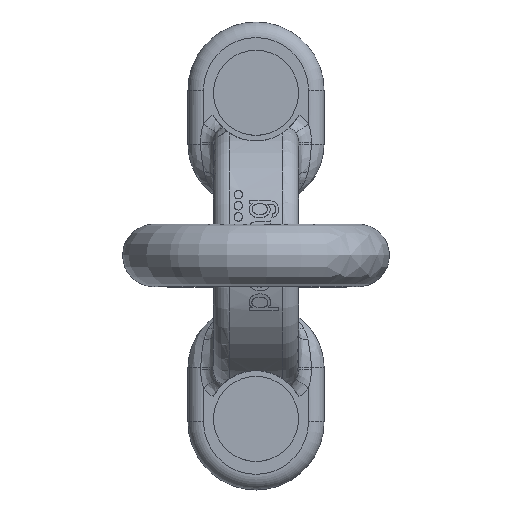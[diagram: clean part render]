
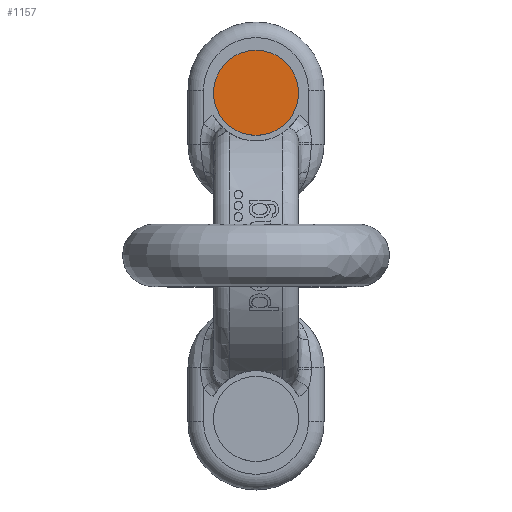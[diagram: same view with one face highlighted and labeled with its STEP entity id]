
A CAD part, top view. The second image highlights one B-rep face of the part: STEP entity #1157.
In plain terms, the highlighted planar face has unit normal (0, 0, 1).
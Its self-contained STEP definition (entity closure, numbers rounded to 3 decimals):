
#796=PLANE('',#3766);
#984=FACE_OUTER_BOUND('',#1743,.T.);
#1157=ADVANCED_FACE('',(#984),#796,.F.);
#1743=EDGE_LOOP('',(#2865));
#2051=CIRCLE('',#3763,15.);
#2865=ORIENTED_EDGE('',*,*,#3541,.F.);
#3133=VERTEX_POINT('',#8050);
#3541=EDGE_CURVE('',#3133,#3133,#2051,.T.);
#3763=AXIS2_PLACEMENT_3D('',#8049,#4333,#4334);
#3766=AXIS2_PLACEMENT_3D('',#8054,#4339,#4340);
#4333=DIRECTION('',(0.,0.,-1.));
#4334=DIRECTION('',(0.,1.,0.));
#4339=DIRECTION('',(0.,0.,-1.));
#4340=DIRECTION('',(-1.,0.,0.));
#8049=CARTESIAN_POINT('',(0.,57.5,35.));
#8050=CARTESIAN_POINT('',(0.,72.5,35.));
#8054=CARTESIAN_POINT('',(0.,57.5,35.));
